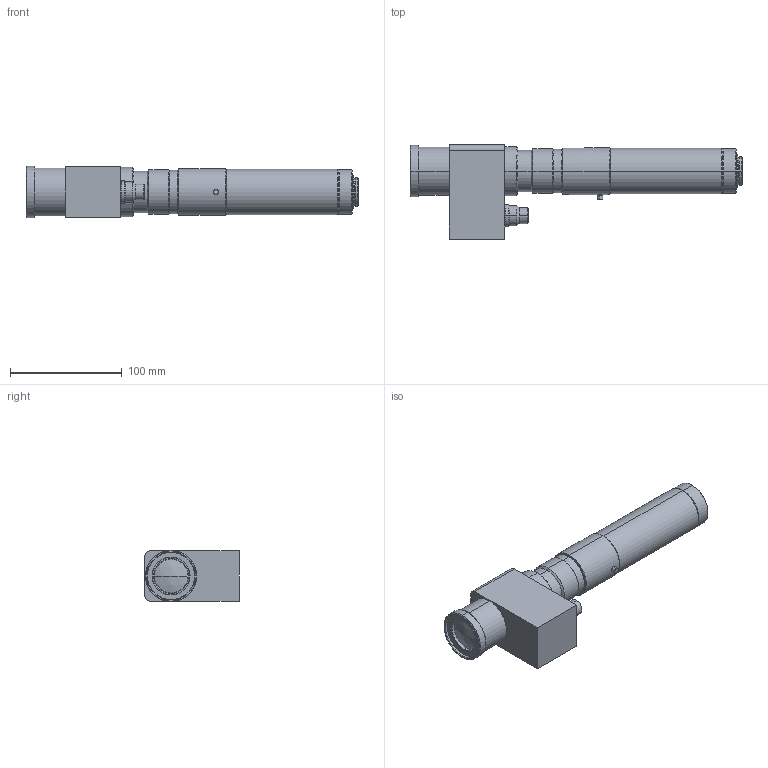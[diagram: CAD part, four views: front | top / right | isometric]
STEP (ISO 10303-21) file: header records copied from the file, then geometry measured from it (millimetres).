
FILE_DESCRIPTION (( 'STEP AP203' ), '1' );
FILE_NAME ('VSZ-10100COL.STEP', '2016-07-11T06:11:55', ( 'miura_vst' ), ( '' ), 'SwSTEP 2.0', 'SolidWorks 2016', '' );
FILE_SCHEMA (( 'CONFIG_CONTROL_DESIGN' ));
Length unit declared in the file: millimetre
Products named in the file (1): VSZ-10100COL
Bounding box: 297.48 x 84.5 x 46 mm (x, y, z)
Volume: 510197.9 mm3; surface area: 57953.5 mm2
Topology: 1 solids, 1 shells, 204 faces, 421 edges, 252 vertices
Faces by surface type: cone 81, cylinder 74, plane 45, sphere 4
Entity records: 5495 total; most frequent: DIRECTION 1058, CARTESIAN_POINT 916, ORIENTED_EDGE 842, AXIS2_PLACEMENT_3D 436, EDGE_CURVE 421, VERTEX_POINT 252, EDGE_LOOP 237, CIRCLE 231
